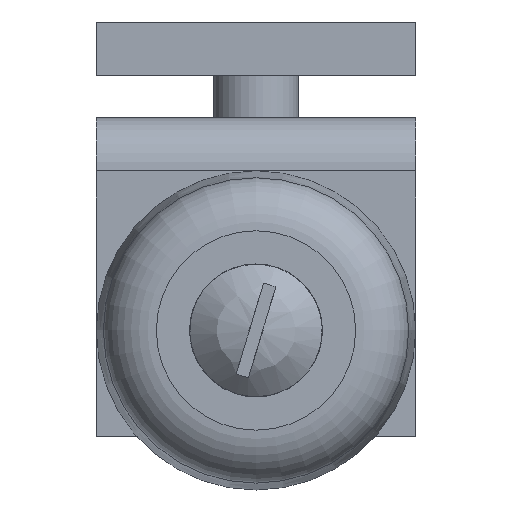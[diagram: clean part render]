
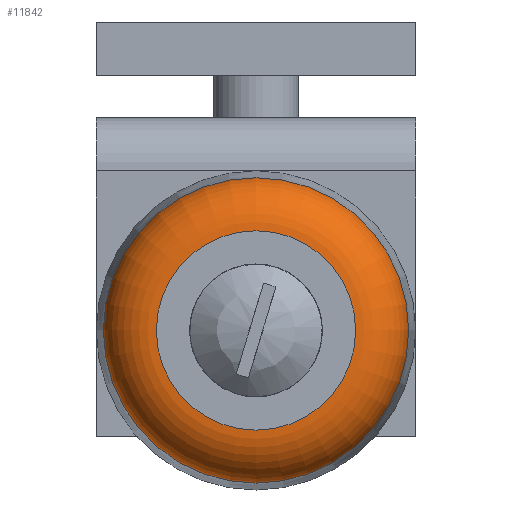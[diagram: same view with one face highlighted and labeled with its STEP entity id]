
A CAD part, left-side view. The second image highlights one B-rep face of the part: STEP entity #11842.
In plain terms, the highlighted toroidal (fillet/blend) face has major radius 9.37 mm and minor radius 5 mm.
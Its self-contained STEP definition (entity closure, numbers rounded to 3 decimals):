
#1840=TOROIDAL_SURFACE('',#12766,9.37,5.);
#2587=FACE_OUTER_BOUND('',#3294,.T.);
#3294=EDGE_LOOP('',(#7863,#7864,#7865,#7866,#7867,#7868,#7869));
#4236=CIRCLE('',#12764,9.37);
#4237=CIRCLE('',#12765,9.37);
#4238=CIRCLE('',#12767,14.355);
#4239=CIRCLE('',#12768,14.355);
#4240=CIRCLE('',#12769,14.355);
#4241=CIRCLE('',#12770,5.);
#4377=VERTEX_POINT('',#15532);
#4378=VERTEX_POINT('',#15533);
#4379=VERTEX_POINT('',#15537);
#4380=VERTEX_POINT('',#15538);
#4381=VERTEX_POINT('',#15540);
#5756=EDGE_CURVE('',#4377,#4378,#4236,.T.);
#5757=EDGE_CURVE('',#4378,#4377,#4237,.T.);
#5758=EDGE_CURVE('',#4379,#4380,#4238,.T.);
#5759=EDGE_CURVE('',#4381,#4379,#4239,.T.);
#5760=EDGE_CURVE('',#4380,#4381,#4240,.T.);
#5761=EDGE_CURVE('',#4380,#4378,#4241,.T.);
#7863=ORIENTED_EDGE('',*,*,#5758,.F.);
#7864=ORIENTED_EDGE('',*,*,#5759,.F.);
#7865=ORIENTED_EDGE('',*,*,#5760,.F.);
#7866=ORIENTED_EDGE('',*,*,#5761,.T.);
#7867=ORIENTED_EDGE('',*,*,#5757,.T.);
#7868=ORIENTED_EDGE('',*,*,#5756,.T.);
#7869=ORIENTED_EDGE('',*,*,#5761,.F.);
#11842=ADVANCED_FACE('',(#2587),#1840,.T.);
#12764=AXIS2_PLACEMENT_3D('',#15534,#13718,#13719);
#12765=AXIS2_PLACEMENT_3D('',#15535,#13720,#13721);
#12766=AXIS2_PLACEMENT_3D('',#15536,#13722,#13723);
#12767=AXIS2_PLACEMENT_3D('',#15539,#13724,#13725);
#12768=AXIS2_PLACEMENT_3D('',#15541,#13726,#13727);
#12769=AXIS2_PLACEMENT_3D('',#15542,#13728,#13729);
#12770=AXIS2_PLACEMENT_3D('',#15543,#13730,#13731);
#13718=DIRECTION('center_axis',(0.,-1.,0.));
#13719=DIRECTION('ref_axis',(1.,0.,0.));
#13720=DIRECTION('center_axis',(0.,-1.,0.));
#13721=DIRECTION('ref_axis',(1.,0.,0.));
#13722=DIRECTION('center_axis',(0.,-1.,0.));
#13723=DIRECTION('ref_axis',(0.,0.,-1.));
#13724=DIRECTION('center_axis',(0.,-1.,0.));
#13725=DIRECTION('ref_axis',(1.,0.,0.));
#13726=DIRECTION('center_axis',(0.,-1.,0.));
#13727=DIRECTION('ref_axis',(1.,0.,0.));
#13728=DIRECTION('center_axis',(0.,-1.,0.));
#13729=DIRECTION('ref_axis',(1.,0.,0.));
#13730=DIRECTION('center_axis',(-1.,0.,0.));
#13731=DIRECTION('ref_axis',(0.,0.,1.));
#15532=CARTESIAN_POINT('',(9.37,13.,0.));
#15533=CARTESIAN_POINT('',(0.,13.,9.37));
#15534=CARTESIAN_POINT('Origin',(0.,13.,0.));
#15535=CARTESIAN_POINT('Origin',(0.,13.,0.));
#15536=CARTESIAN_POINT('Origin',(0.,8.,0.));
#15537=CARTESIAN_POINT('',(14.355,8.383,0.));
#15538=CARTESIAN_POINT('',(0.,8.383,14.355));
#15539=CARTESIAN_POINT('Origin',(0.,8.383,0.));
#15540=CARTESIAN_POINT('',(-14.355,8.383,0.));
#15541=CARTESIAN_POINT('Origin',(0.,8.383,0.));
#15542=CARTESIAN_POINT('Origin',(0.,8.383,0.));
#15543=CARTESIAN_POINT('Origin',(0.,8.,9.37));
